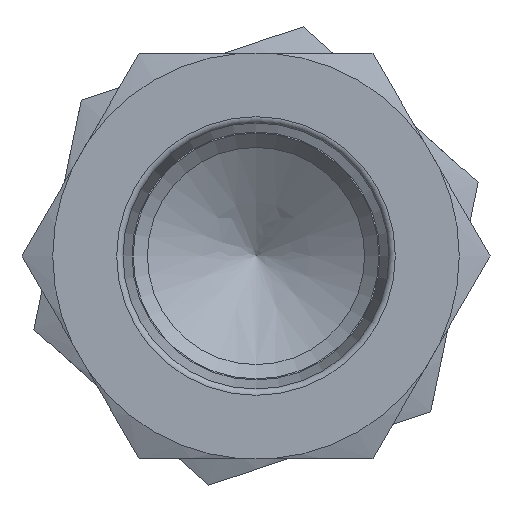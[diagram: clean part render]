
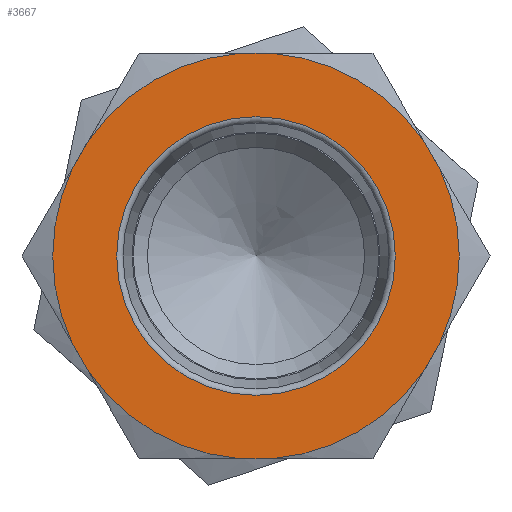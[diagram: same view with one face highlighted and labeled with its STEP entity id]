
A CAD part, left-side view. The second image highlights one B-rep face of the part: STEP entity #3667.
In plain terms, the highlighted planar face has unit normal (-1, 0, 0).
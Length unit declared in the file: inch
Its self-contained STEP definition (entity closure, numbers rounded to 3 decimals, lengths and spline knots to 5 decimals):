
#2949=CARTESIAN_POINT('',(0.,-0.03752,0.4685));
#2950=VERTEX_POINT('',#2949);
#3020=CARTESIAN_POINT('',(0.,0.03752,0.4685));
#3021=VERTEX_POINT('',#3020);
#3035=CARTESIAN_POINT('',(0.0,-0.03752,0.4685));
#3036=DIRECTION('',(0.0,1.0,0.0));
#3037=VECTOR('',#3036,0.07504);
#3038=LINE('',#3035,#3037);
#3039=EDGE_CURVE('',#2950,#3021,#3038,.T.);
#3532=CARTESIAN_POINT('',(0.0,0.,0.32215));
#3533=VERTEX_POINT('',#3532);
#3534=CARTESIAN_POINT('',(0.0,0.0,0.0));
#3535=DIRECTION('',(-1.0,0.0,0.0));
#3536=DIRECTION('',(0.0,0.0,-1.0));
#3537=AXIS2_PLACEMENT_3D('',#3534,#3535,#3536);
#3538=CIRCLE('',#3537,0.32215);
#3539=EDGE_CURVE('',#3533,#3533,#3538,.T.);
#3564=CARTESIAN_POINT('',(0.0,0.,0.));
#3565=DIRECTION('',(1.0,0.0,0.0));
#3566=DIRECTION('',(0.0,0.0,-1.0));
#3567=AXIS2_PLACEMENT_3D('',#3564,#3565,#3566);
#3568=PLANE('',#3567);
#3569=CARTESIAN_POINT('',(0.,-0.03752,-0.4685));
#3570=VERTEX_POINT('',#3569);
#3571=CARTESIAN_POINT('',(0.,-0.38697,-0.26674));
#3572=VERTEX_POINT('',#3571);
#3573=CARTESIAN_POINT('',(0.0,0.0,0.0));
#3574=DIRECTION('',(-1.0,0.0,0.0));
#3575=DIRECTION('',(0.0,1.0,0.0));
#3576=AXIS2_PLACEMENT_3D('',#3573,#3574,#3575);
#3577=CIRCLE('',#3576,0.47);
#3578=EDGE_CURVE('',#3570,#3572,#3577,.T.);
#3579=ORIENTED_EDGE('',*,*,#3578,.T.);
#3580=CARTESIAN_POINT('',(0.,-0.42449,-0.20176));
#3581=VERTEX_POINT('',#3580);
#3582=CARTESIAN_POINT('',(0.0,-0.38697,-0.26674));
#3583=DIRECTION('',(0.0,-0.5,0.866));
#3584=VECTOR('',#3583,0.07504);
#3585=LINE('',#3582,#3584);
#3586=EDGE_CURVE('',#3572,#3581,#3585,.T.);
#3587=ORIENTED_EDGE('',*,*,#3586,.T.);
#3588=CARTESIAN_POINT('',(0.,-0.42449,0.20176));
#3589=VERTEX_POINT('',#3588);
#3590=CARTESIAN_POINT('',(0.0,0.0,0.0));
#3591=DIRECTION('',(-1.0,0.0,0.0));
#3592=DIRECTION('',(0.0,1.0,0.0));
#3593=AXIS2_PLACEMENT_3D('',#3590,#3591,#3592);
#3594=CIRCLE('',#3593,0.47);
#3595=EDGE_CURVE('',#3581,#3589,#3594,.T.);
#3596=ORIENTED_EDGE('',*,*,#3595,.T.);
#3597=CARTESIAN_POINT('',(0.,-0.38697,0.26674));
#3598=VERTEX_POINT('',#3597);
#3599=CARTESIAN_POINT('',(0.0,-0.42449,0.20176));
#3600=DIRECTION('',(0.0,0.5,0.866));
#3601=VECTOR('',#3600,0.07504);
#3602=LINE('',#3599,#3601);
#3603=EDGE_CURVE('',#3589,#3598,#3602,.T.);
#3604=ORIENTED_EDGE('',*,*,#3603,.T.);
#3605=CARTESIAN_POINT('',(0.0,0.0,0.0));
#3606=DIRECTION('',(-1.0,0.0,0.0));
#3607=DIRECTION('',(0.0,1.0,0.0));
#3608=AXIS2_PLACEMENT_3D('',#3605,#3606,#3607);
#3609=CIRCLE('',#3608,0.47);
#3610=EDGE_CURVE('',#3598,#2950,#3609,.T.);
#3611=ORIENTED_EDGE('',*,*,#3610,.T.);
#3612=ORIENTED_EDGE('',*,*,#3039,.T.);
#3613=CARTESIAN_POINT('',(0.,0.38697,0.26674));
#3614=VERTEX_POINT('',#3613);
#3615=CARTESIAN_POINT('',(0.0,0.0,0.0));
#3616=DIRECTION('',(-1.0,0.0,0.0));
#3617=DIRECTION('',(0.0,1.0,0.0));
#3618=AXIS2_PLACEMENT_3D('',#3615,#3616,#3617);
#3619=CIRCLE('',#3618,0.47);
#3620=EDGE_CURVE('',#3021,#3614,#3619,.T.);
#3621=ORIENTED_EDGE('',*,*,#3620,.T.);
#3622=CARTESIAN_POINT('',(0.,0.42449,0.20176));
#3623=VERTEX_POINT('',#3622);
#3624=CARTESIAN_POINT('',(0.0,0.38697,0.26674));
#3625=DIRECTION('',(0.0,0.5,-0.866));
#3626=VECTOR('',#3625,0.07504);
#3627=LINE('',#3624,#3626);
#3628=EDGE_CURVE('',#3614,#3623,#3627,.T.);
#3629=ORIENTED_EDGE('',*,*,#3628,.T.);
#3630=CARTESIAN_POINT('',(0.,0.42449,-0.20176));
#3631=VERTEX_POINT('',#3630);
#3632=CARTESIAN_POINT('',(0.0,0.0,0.0));
#3633=DIRECTION('',(-1.0,0.0,0.0));
#3634=DIRECTION('',(0.0,1.0,0.0));
#3635=AXIS2_PLACEMENT_3D('',#3632,#3633,#3634);
#3636=CIRCLE('',#3635,0.47);
#3637=EDGE_CURVE('',#3623,#3631,#3636,.T.);
#3638=ORIENTED_EDGE('',*,*,#3637,.T.);
#3639=CARTESIAN_POINT('',(0.,0.38697,-0.26674));
#3640=VERTEX_POINT('',#3639);
#3641=CARTESIAN_POINT('',(0.0,0.42449,-0.20176));
#3642=DIRECTION('',(0.0,-0.5,-0.866));
#3643=VECTOR('',#3642,0.07504);
#3644=LINE('',#3641,#3643);
#3645=EDGE_CURVE('',#3631,#3640,#3644,.T.);
#3646=ORIENTED_EDGE('',*,*,#3645,.T.);
#3647=CARTESIAN_POINT('',(0.,0.03752,-0.4685));
#3648=VERTEX_POINT('',#3647);
#3649=CARTESIAN_POINT('',(0.0,0.0,0.0));
#3650=DIRECTION('',(-1.0,0.0,0.0));
#3651=DIRECTION('',(0.0,1.0,0.0));
#3652=AXIS2_PLACEMENT_3D('',#3649,#3650,#3651);
#3653=CIRCLE('',#3652,0.47);
#3654=EDGE_CURVE('',#3640,#3648,#3653,.T.);
#3655=ORIENTED_EDGE('',*,*,#3654,.T.);
#3656=CARTESIAN_POINT('',(0.0,0.03752,-0.4685));
#3657=DIRECTION('',(0.0,-1.0,0.0));
#3658=VECTOR('',#3657,0.07504);
#3659=LINE('',#3656,#3658);
#3660=EDGE_CURVE('',#3648,#3570,#3659,.T.);
#3661=ORIENTED_EDGE('',*,*,#3660,.T.);
#3662=EDGE_LOOP('',(#3579,#3587,#3596,#3604,#3611,#3612,#3621,#3629,#3638,#3646,#3655,#3661));
#3663=FACE_OUTER_BOUND('',#3662,.T.);
#3664=ORIENTED_EDGE('',*,*,#3539,.F.);
#3665=EDGE_LOOP('',(#3664));
#3666=FACE_BOUND('',#3665,.T.);
#3667=ADVANCED_FACE('',(#3663,#3666),#3568,.F.);
